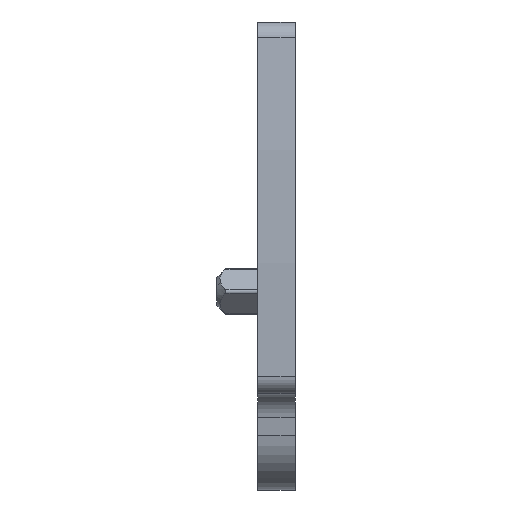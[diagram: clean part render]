
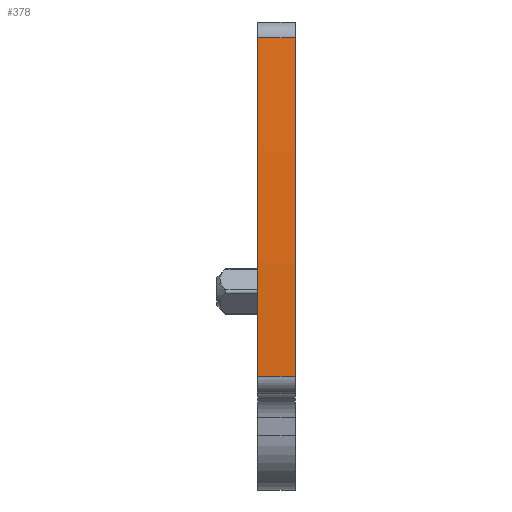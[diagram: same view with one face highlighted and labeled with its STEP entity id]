
A CAD part, front view. The second image highlights one B-rep face of the part: STEP entity #378.
In plain terms, the highlighted cylindrical face has radius 122.182 mm (diameter 244.364 mm), a partial arc.
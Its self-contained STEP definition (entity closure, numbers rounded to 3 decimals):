
#201=AXIS2_PLACEMENT_3D('Circle Axis2P3D',#199,#200,$) ;
#358=AXIS2_PLACEMENT_3D('Cylinder Axis2P3D',#355,#356,#357) ;
#369=AXIS2_PLACEMENT_3D('Circle Axis2P3D',#367,#368,$) ;
#50=CARTESIAN_POINT('Vertex',(2.3,0.971,25.426)) ;
#53=CARTESIAN_POINT('Line Origine',(3.35,0.971,25.426)) ;
#57=CARTESIAN_POINT('Vertex',(4.4,0.971,25.426)) ;
#196=CARTESIAN_POINT('Vertex',(2.3,0.056,6.37)) ;
#199=CARTESIAN_POINT('Axis2P3D Location',(2.3,122.182,10.056)) ;
#355=CARTESIAN_POINT('Axis2P3D Location',(3.35,122.182,10.056)) ;
#360=CARTESIAN_POINT('Line Origine',(3.35,0.056,6.37)) ;
#364=CARTESIAN_POINT('Vertex',(4.4,0.056,6.37)) ;
#367=CARTESIAN_POINT('Axis2P3D Location',(4.4,122.182,10.056)) ;
#54=DIRECTION('Vector Direction',(1.,0.,0.)) ;
#200=DIRECTION('Axis2P3D Direction',(1.,0.,0.)) ;
#356=DIRECTION('Axis2P3D Direction',(1.,0.,0.)) ;
#357=DIRECTION('Axis2P3D XDirection',(0.,-0.992,0.126)) ;
#361=DIRECTION('Vector Direction',(1.,0.,0.)) ;
#368=DIRECTION('Axis2P3D Direction',(1.,0.,0.)) ;
#55=VECTOR('Line Direction',#54,1.) ;
#362=VECTOR('Line Direction',#361,1.) ;
#373=ORIENTED_EDGE('',*,*,#59,.F.) ;
#374=ORIENTED_EDGE('',*,*,#203,.T.) ;
#375=ORIENTED_EDGE('',*,*,#366,.T.) ;
#376=ORIENTED_EDGE('',*,*,#371,.F.) ;
#378=ADVANCED_FACE('60838_AEP_4C_1-5_main-body',(#377),#359,.T.) ;
#202=CIRCLE('generated circle',#201,122.182) ;
#370=CIRCLE('generated circle',#369,122.182) ;
#359=CYLINDRICAL_SURFACE('generated cylinder',#358,122.182) ;
#59=EDGE_CURVE('',#51,#58,#56,.T.) ;
#203=EDGE_CURVE('',#51,#197,#202,.T.) ;
#366=EDGE_CURVE('',#197,#365,#363,.T.) ;
#371=EDGE_CURVE('',#58,#365,#370,.T.) ;
#372=EDGE_LOOP('',(#373,#374,#375,#376)) ;
#377=FACE_OUTER_BOUND('',#372,.T.) ;
#56=LINE('Line',#53,#55) ;
#363=LINE('Line',#360,#362) ;
#51=VERTEX_POINT('',#50) ;
#58=VERTEX_POINT('',#57) ;
#197=VERTEX_POINT('',#196) ;
#365=VERTEX_POINT('',#364) ;
